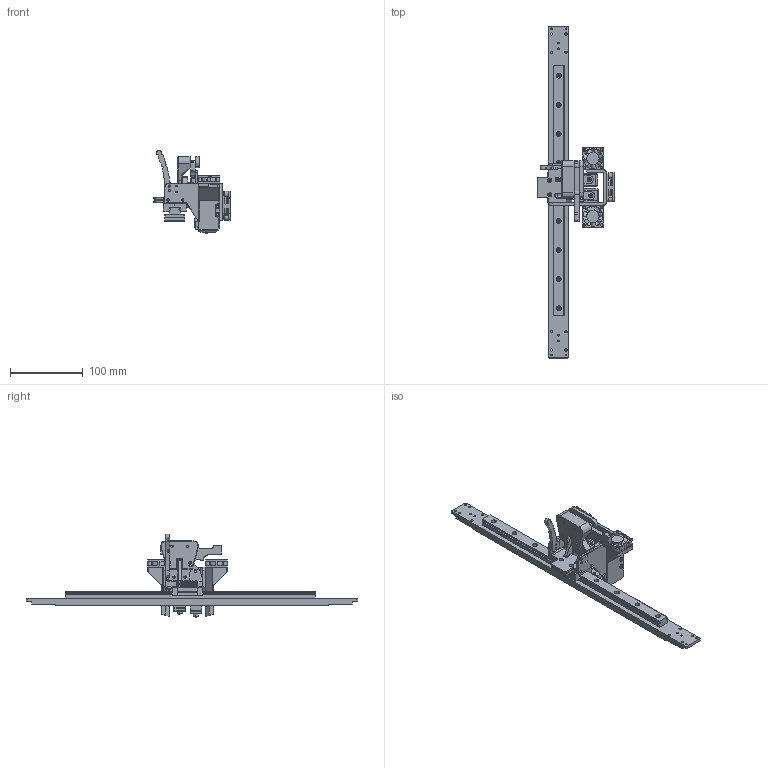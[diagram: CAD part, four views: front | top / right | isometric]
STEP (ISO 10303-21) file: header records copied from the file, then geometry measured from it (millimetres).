
FILE_DESCRIPTION(/* description */ (''),/* implementation_level */ '2;1');
FILE_NAME(/* name */ 'Dual Extruder Rev3.step',/* time_stamp */ '2021-03-26T18:59:48+01:00',/* author */ (''),/* organization */ (''),/* preprocessor_version */ 'ST-DEVELOPER v18.1',/* originating_system */ 'Autodesk Translation Framework v9.10.0.1330',/* authorisation */ '');
FILE_SCHEMA (('AUTOMOTIVE_DESIGN { 1 0 10303 214 3 1 1 }'));
Products named in the file (37): Dual Extruder Rev3; X Bone; Bone; KWEM15/TKDM15 320; Rail; Carriage; Print Head; Part Cooling; Shroud; 3030 Fan; KH Active Cooling; 40x10.5mm Fan; Fan Housing; Fan Propeller; KH AC Frame; KH1 Holder; Dual Copper Heatsink; KH1; KH2; V6 Heatblocks; E3D V6 v10; e3d nozzle (0.4); e3d heat break; e3d heaterblock; Belt Holder; Belt Stamp v2; X idler; Switch Rev3; Rail (1); Spring; Feder Halterung; 694z Bearing; Assembly Holder; Lever (1); Lever Guide; 5x28 Pins; Cable Holder
Assembly tree (40 placements, depth 5):
  Dual Extruder Rev3
    X Bone
      Bone
      KWEM15/TKDM15 320
        Rail
        Carriage
    Print Head
      Part Cooling
        3030 Fan  x2
        Shroud
      KH Active Cooling
        40x10.5mm Fan
          Fan Housing
          Fan Propeller
        KH AC Frame
      KH1 Holder
      Dual Copper Heatsink
        KH1
        KH2
      V6 Heatblocks
        e3d nozzle (0.4)  x2
        e3d heaterblock  x2
        e3d heat break  x2
        E3D V6 v10
      Belt Holder
        Belt Stamp v2
          X idler
      Switch Rev3
        Rail (1)
        Spring
        Feder Halterung
        694z Bearing
        Assembly Holder
      Lever (1)
      Lever Guide
      5x28 Pins
      Cable Holder
Bounding box: 105.84 x 457 x 114.39 mm (x, y, z)
Volume: 283326.4 mm3; surface area: 198078.2 mm2
Topology: 34 solids, 34 shells, 2268 faces, 6037 edges, 3947 vertices
Faces by surface type: plane 1260, cylinder 787, cone 127, bspline 77, torus 17
Full cylindrical faces by diameter (mm): 0.4 x2, 0.5 x2, 1.5 x4, 2 x4, 2.25 x7, 2.377 x4, 2.387 x4, 2.5 x26, 2.6 x2, 2.65 x2, 2.7 x4, 2.8 x2, 3 x24, 3.2 x19, 3.3 x20, 3.4 x17, 3.8 x10, 4 x1, 4.2 x6, 5 x10, 5.5 x2, 5.8 x1, 6 x15, 6.5 x9, 6.9 x2, 7 x2, 11 x1, 15.8 x2, 16.9 x4, 22 x1
Entity records: 71335 total; most frequent: CARTESIAN_POINT 16139, ORIENTED_EDGE 11328, DIRECTION 11151, EDGE_CURVE 5664, AXIS2_PLACEMENT_3D 3769, VERTEX_POINT 3713, LINE 3613, VECTOR 3613
